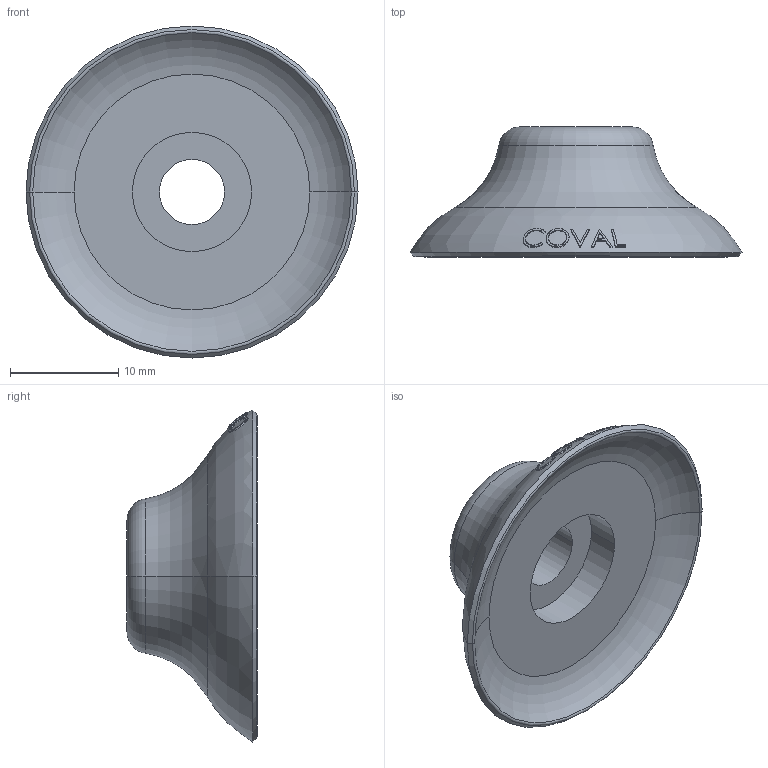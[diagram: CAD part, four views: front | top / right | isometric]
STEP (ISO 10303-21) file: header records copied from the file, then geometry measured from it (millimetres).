
FILE_DESCRIPTION(('STEP AP214'),'1');
FILE_NAME('COVAL_VPG30NBR.stp','2017-12-27T16:19:50',('TraceParts'),('TraceParts S.A.'),'Spatial InterOp 3D',' ',' ');
FILE_SCHEMA(('automotive_design'));
Length unit declared in the file: millimetre
Products named in the file (1): COVAL_VPG30NBR
Bounding box: 30.64 x 12 x 30.64 mm (x, y, z)
Volume: 2684.3 mm3; surface area: 2085.1 mm2
Topology: 1 solids, 1 shells, 69 faces, 167 edges, 108 vertices
Faces by surface type: plane 29, torus 17, bspline 17, cylinder 4, cone 2
Entity records: 3985 total; most frequent: CARTESIAN_POINT 1988, ORIENTED_EDGE 334, DIRECTION 219, EDGE_CURVE 167, VERTEX_POINT 108, B_SPLINE_CURVE_WITH_KNOTS 86, AXIS2_PLACEMENT_3D 85, EDGE_LOOP 79
